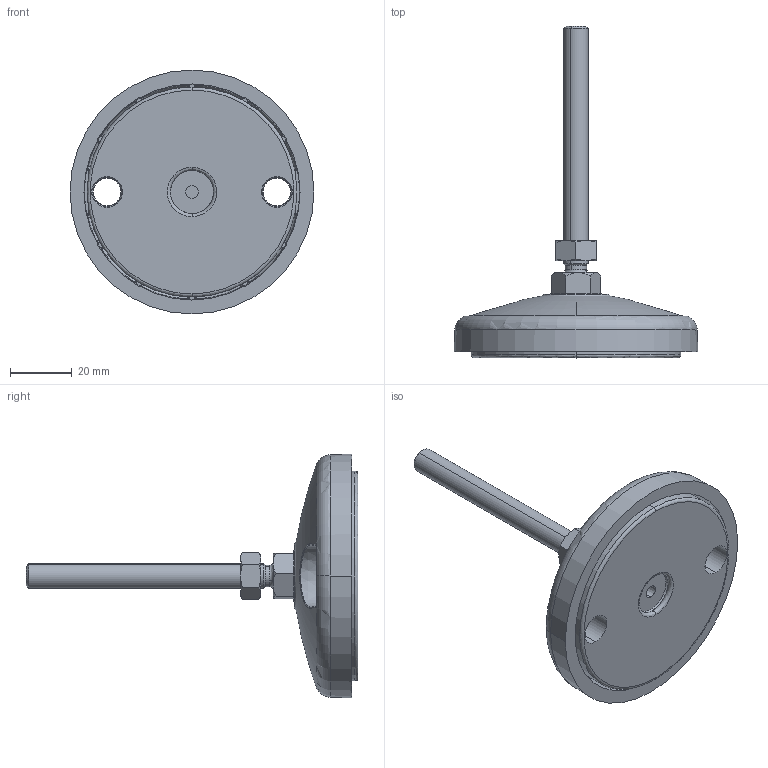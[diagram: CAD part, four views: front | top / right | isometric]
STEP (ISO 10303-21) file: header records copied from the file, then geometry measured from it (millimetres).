
FILE_DESCRIPTION (( 'STEP AP203' ), '1' );
FILE_NAME ('A60.12.60.02 Bolt down swivel feet 80 - M8 x 80.STEP', '2018-09-28T13:27:54', ( '' ), ( '' ), 'SwSTEP 2.0', 'SolidWorks 2015', '' );
FILE_SCHEMA (( 'CONFIG_CONTROL_DESIGN' ));
Products named in the file (2): A60.12.60.02 Bolt down swivel feet 80 - M8 x 80
Bounding box: 79 x 107.5 x 79 mm (x, y, z)
Volume: 62330.5 mm3; surface area: 34569.9 mm2
Topology: 5 solids, 5 shells, 1430 faces, 3392 edges, 1944 vertices
Faces by surface type: bspline 798, torus 201, cone 161, cylinder 136, plane 119, sphere 15
Entity records: 61373 total; most frequent: CARTESIAN_POINT 34561, ORIENTED_EDGE 6690, DIRECTION 4170, EDGE_CURVE 3345, VERTEX_POINT 1938, AXIS2_PLACEMENT_3D 1860, B_SPLINE_CURVE_WITH_KNOTS 1542, EDGE_LOOP 1457
